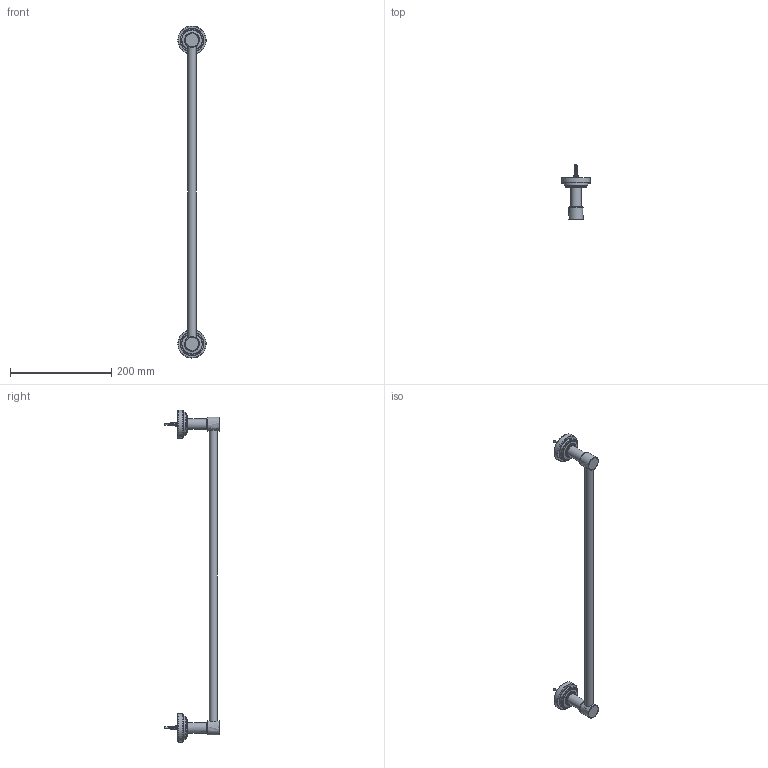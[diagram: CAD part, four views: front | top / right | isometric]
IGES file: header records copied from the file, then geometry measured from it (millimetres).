
Global section: file name: N7767-F; native system: Autodesk Inventor 2020; preprocessor: unknown; author: adaniels; date: 20220802.091017; units: millimetre
Bounding box: 55.95 x 109.5 x 656 mm (x, y, z)
Volume: 135446 mm3; surface area: 106858.9 mm2
Topology: 15 solids, 15 shells, 638 faces, 1840 edges, 1240 vertices
Faces by surface type: bspline 638
